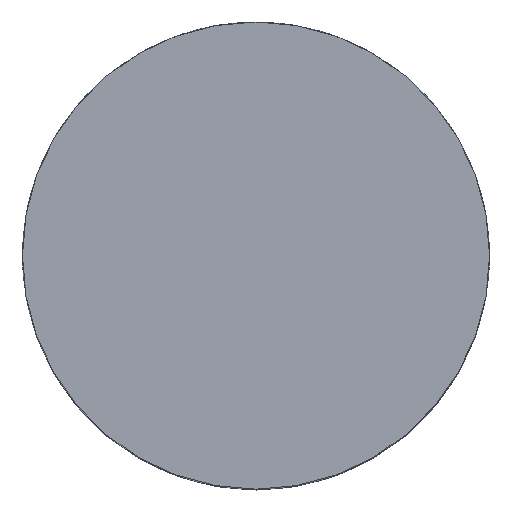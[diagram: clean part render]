
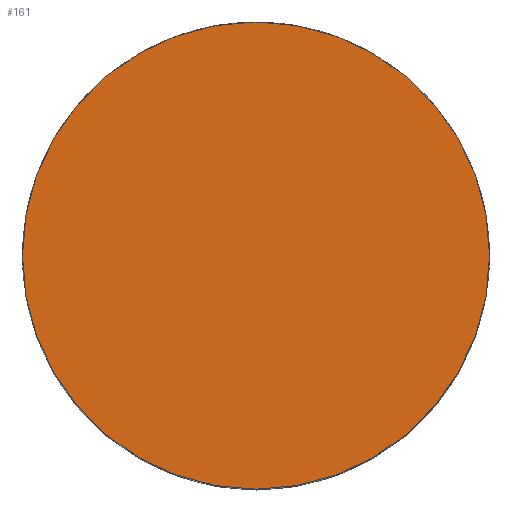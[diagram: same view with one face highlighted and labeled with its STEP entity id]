
A CAD part, top view. The second image highlights one B-rep face of the part: STEP entity #161.
In plain terms, the highlighted face is planar.
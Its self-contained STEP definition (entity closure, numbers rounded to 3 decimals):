
#13 = ORIENTED_EDGE ( 'NONE', *, *, #804, .F. ) ;
#20 = DIRECTION ( 'NONE',  ( 0., 0., -1. ) ) ;
#161 = ADVANCED_FACE ( 'NONE', ( #1323 ), #1528, .F. ) ;
#169 = VERTEX_POINT ( 'NONE', #2016 ) ;
#231 = DIRECTION ( 'NONE',  ( 0., -1., 0. ) ) ;
#399 = VERTEX_POINT ( 'NONE', #465 ) ;
#401 = EDGE_LOOP ( 'NONE', ( #1225, #13 ) ) ;
#429 = DIRECTION ( 'NONE',  ( 0., 0., -1. ) ) ;
#458 = EDGE_CURVE ( 'NONE', #169, #399, #1947, .T. ) ;
#465 = CARTESIAN_POINT ( 'NONE',  ( 0., 9.5, 11. ) ) ;
#674 = CARTESIAN_POINT ( 'NONE',  ( 0., 9.5, 0. ) ) ;
#689 = CARTESIAN_POINT ( 'NONE',  ( 0., 9.5, 0. ) ) ;
#705 = DIRECTION ( 'NONE',  ( 0., -1., 0. ) ) ;
#724 = AXIS2_PLACEMENT_3D ( 'NONE', #674, #915, #20 ) ;
#804 = EDGE_CURVE ( 'NONE', #399, #169, #1236, .T. ) ;
#821 = AXIS2_PLACEMENT_3D ( 'NONE', #1996, #231, #429 ) ;
#915 = DIRECTION ( 'NONE',  ( 0., -1., 0. ) ) ;
#1076 = DIRECTION ( 'NONE',  ( 0., 0., -1. ) ) ;
#1225 = ORIENTED_EDGE ( 'NONE', *, *, #458, .F. ) ;
#1236 = CIRCLE ( 'NONE', #1523, 11. ) ;
#1323 = FACE_OUTER_BOUND ( 'NONE', #401, .T. ) ;
#1523 = AXIS2_PLACEMENT_3D ( 'NONE', #689, #705, #1076 ) ;
#1528 = PLANE ( 'NONE',  #821 ) ;
#1947 = CIRCLE ( 'NONE', #724, 11. ) ;
#1996 = CARTESIAN_POINT ( 'NONE',  ( 0., 9.5, 0. ) ) ;
#2016 = CARTESIAN_POINT ( 'NONE',  ( 0., 9.5, -11. ) ) ;
